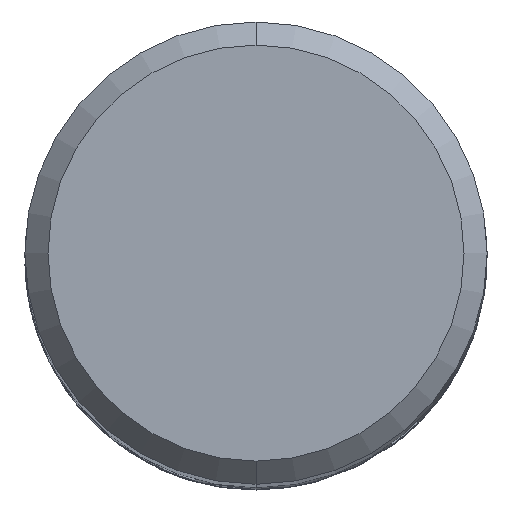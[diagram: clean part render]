
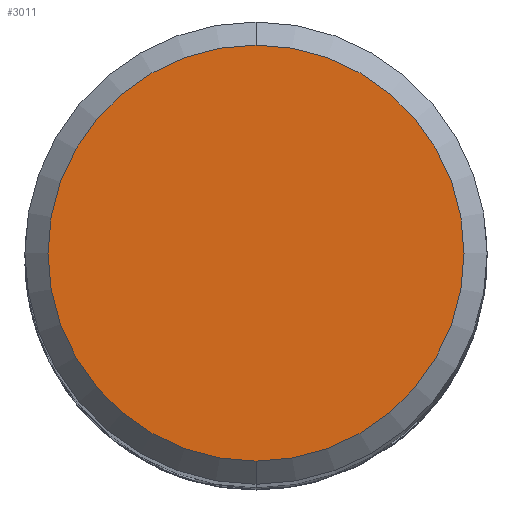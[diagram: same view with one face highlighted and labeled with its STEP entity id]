
A CAD part, top view. The second image highlights one B-rep face of the part: STEP entity #3011.
In plain terms, the highlighted planar face has unit normal (0, 0, 1).
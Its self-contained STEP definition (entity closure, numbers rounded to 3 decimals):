
#1041=EDGE_CURVE('',#2689,#2563,#3068,.T.);
#1325=EDGE_CURVE('',#2563,#2689,#3375,.T.);
#2563=VERTEX_POINT('',#4720);
#2689=VERTEX_POINT('',#4854);
#3011=ADVANCED_FACE('',(#5205),#5206,.T.);
#3068=CIRCLE('',#5262,4.5);
#3375=CIRCLE('',#7703,4.5);
#4720=CARTESIAN_POINT('',(0.0,4.5,0.0));
#4854=CARTESIAN_POINT('',(0.,-4.5,0.0));
#5205=FACE_OUTER_BOUND('',#22216,.T.);
#5206=PLANE('',#22217);
#5262=AXIS2_PLACEMENT_3D('',#22489,#22490,#22491);
#7703=AXIS2_PLACEMENT_3D('',#22786,#22787,#22788);
#22216=EDGE_LOOP('',(#24692,#24693));
#22217=AXIS2_PLACEMENT_3D('',#24694,#24695,#24696);
#22489=CARTESIAN_POINT('',(0.0,0.0,0.0));
#22490=DIRECTION('',(0.0,0.0,-1.0));
#22491=DIRECTION('',(0.0,1.0,0.0));
#22786=CARTESIAN_POINT('',(0.0,0.0,0.0));
#22787=DIRECTION('',(0.0,0.0,-1.0));
#22788=DIRECTION('',(0.0,1.0,0.0));
#24692=ORIENTED_EDGE('',*,*,#1325,.F.);
#24693=ORIENTED_EDGE('',*,*,#1041,.F.);
#24694=CARTESIAN_POINT('',(0.0,2.25,0.0));
#24695=DIRECTION('',(-0.0,0.0,1.0));
#24696=DIRECTION('',(0.0,-1.0,0.0));
